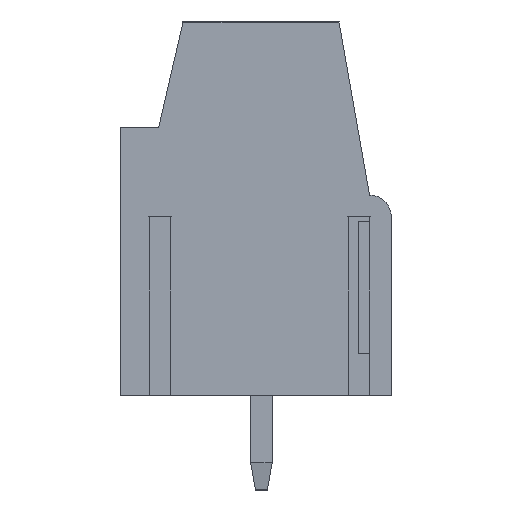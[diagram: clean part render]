
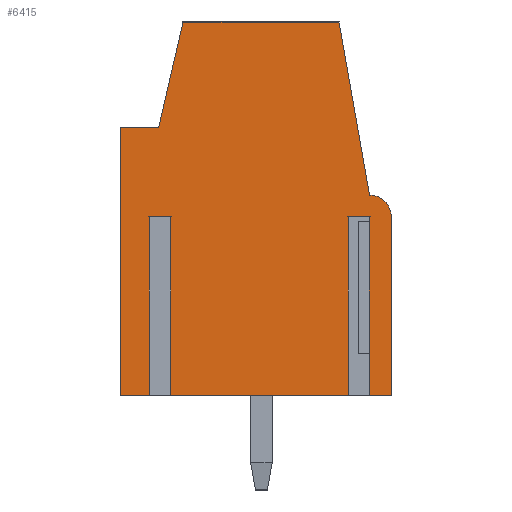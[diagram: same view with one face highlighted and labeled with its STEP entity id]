
A CAD part, left-side view. The second image highlights one B-rep face of the part: STEP entity #6415.
In plain terms, the highlighted planar face has unit normal (-1, 0, 0).
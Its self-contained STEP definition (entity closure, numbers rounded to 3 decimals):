
#6127=AXIS2_PLACEMENT_3D('Circle Axis2P3D',#6125,#6126,$) ;
#6352=AXIS2_PLACEMENT_3D('Plane Axis2P3D',#6349,#6350,#6351) ;
#5331=CARTESIAN_POINT('Vertex',(0.,0.,3.5)) ;
#5334=CARTESIAN_POINT('Line Origine',(0.,0.405,3.5)) ;
#5338=CARTESIAN_POINT('Vertex',(0.,0.81,3.5)) ;
#5359=CARTESIAN_POINT('Vertex',(0.,1.59,3.5)) ;
#5362=CARTESIAN_POINT('Line Origine',(0.,4.875,3.5)) ;
#5366=CARTESIAN_POINT('Vertex',(0.,8.16,3.5)) ;
#5387=CARTESIAN_POINT('Vertex',(0.,8.94,3.5)) ;
#5390=CARTESIAN_POINT('Line Origine',(0.,9.47,3.5)) ;
#5394=CARTESIAN_POINT('Vertex',(0.,10.,3.5)) ;
#5838=CARTESIAN_POINT('Line Origine',(0.,10.,8.45)) ;
#5842=CARTESIAN_POINT('Vertex',(0.,10.,13.4)) ;
#5989=CARTESIAN_POINT('Vertex',(0.,8.6,13.4)) ;
#5992=CARTESIAN_POINT('Line Origine',(0.,8.15,15.35)) ;
#5996=CARTESIAN_POINT('Vertex',(0.,7.7,17.3)) ;
#6027=CARTESIAN_POINT('Line Origine',(0.,4.814,17.3)) ;
#6031=CARTESIAN_POINT('Vertex',(0.,1.928,17.3)) ;
#6094=CARTESIAN_POINT('Line Origine',(0.,1.364,14.1)) ;
#6098=CARTESIAN_POINT('Vertex',(0.,0.8,10.9)) ;
#6125=CARTESIAN_POINT('Axis2P3D Location',(0.,0.8,10.1)) ;
#6129=CARTESIAN_POINT('Vertex',(0.,0.,10.1)) ;
#6156=CARTESIAN_POINT('Line Origine',(0.,0.,6.8)) ;
#6349=CARTESIAN_POINT('Axis2P3D Location',(0.,10.,0.3)) ;
#6354=CARTESIAN_POINT('Line Origine',(0.,1.59,6.8)) ;
#6358=CARTESIAN_POINT('Vertex',(0.,1.59,10.1)) ;
#6361=CARTESIAN_POINT('Line Origine',(0.,1.2,10.1)) ;
#6365=CARTESIAN_POINT('Vertex',(0.,0.81,10.1)) ;
#6368=CARTESIAN_POINT('Line Origine',(0.,0.81,6.8)) ;
#6373=CARTESIAN_POINT('Line Origine',(0.,9.3,13.4)) ;
#6378=CARTESIAN_POINT('Line Origine',(0.,8.94,6.8)) ;
#6382=CARTESIAN_POINT('Vertex',(0.,8.94,10.1)) ;
#6385=CARTESIAN_POINT('Line Origine',(0.,8.55,10.1)) ;
#6389=CARTESIAN_POINT('Vertex',(0.,8.16,10.1)) ;
#6392=CARTESIAN_POINT('Line Origine',(0.,8.16,6.8)) ;
#5335=DIRECTION('Vector Direction',(0.,-1.,0.)) ;
#5363=DIRECTION('Vector Direction',(0.,-1.,0.)) ;
#5391=DIRECTION('Vector Direction',(0.,-1.,0.)) ;
#5839=DIRECTION('Vector Direction',(0.,0.,-1.)) ;
#5993=DIRECTION('Vector Direction',(0.,0.225,-0.974)) ;
#6028=DIRECTION('Vector Direction',(0.,1.,0.)) ;
#6095=DIRECTION('Vector Direction',(0.,0.174,0.985)) ;
#6126=DIRECTION('Axis2P3D Direction',(-1.,0.,0.)) ;
#6157=DIRECTION('Vector Direction',(0.,0.,1.)) ;
#6350=DIRECTION('Axis2P3D Direction',(-1.,0.,0.)) ;
#6351=DIRECTION('Axis2P3D XDirection',(0.,1.,0.)) ;
#6355=DIRECTION('Vector Direction',(0.,0.,1.)) ;
#6362=DIRECTION('Vector Direction',(0.,1.,0.)) ;
#6369=DIRECTION('Vector Direction',(0.,0.,1.)) ;
#6374=DIRECTION('Vector Direction',(0.,1.,0.)) ;
#6379=DIRECTION('Vector Direction',(0.,0.,1.)) ;
#6386=DIRECTION('Vector Direction',(0.,1.,0.)) ;
#6393=DIRECTION('Vector Direction',(0.,0.,1.)) ;
#5336=VECTOR('Line Direction',#5335,1.) ;
#5364=VECTOR('Line Direction',#5363,1.) ;
#5392=VECTOR('Line Direction',#5391,1.) ;
#5840=VECTOR('Line Direction',#5839,1.) ;
#5994=VECTOR('Line Direction',#5993,1.) ;
#6029=VECTOR('Line Direction',#6028,1.) ;
#6096=VECTOR('Line Direction',#6095,1.) ;
#6158=VECTOR('Line Direction',#6157,1.) ;
#6356=VECTOR('Line Direction',#6355,1.) ;
#6363=VECTOR('Line Direction',#6362,1.) ;
#6370=VECTOR('Line Direction',#6369,1.) ;
#6375=VECTOR('Line Direction',#6374,1.) ;
#6380=VECTOR('Line Direction',#6379,1.) ;
#6387=VECTOR('Line Direction',#6386,1.) ;
#6394=VECTOR('Line Direction',#6393,1.) ;
#6398=ORIENTED_EDGE('',*,*,#5368,.T.) ;
#6399=ORIENTED_EDGE('',*,*,#6360,.T.) ;
#6400=ORIENTED_EDGE('',*,*,#6367,.F.) ;
#6401=ORIENTED_EDGE('',*,*,#6372,.F.) ;
#6402=ORIENTED_EDGE('',*,*,#5340,.T.) ;
#6403=ORIENTED_EDGE('',*,*,#6160,.T.) ;
#6404=ORIENTED_EDGE('',*,*,#6131,.T.) ;
#6405=ORIENTED_EDGE('',*,*,#6100,.T.) ;
#6406=ORIENTED_EDGE('',*,*,#6033,.T.) ;
#6407=ORIENTED_EDGE('',*,*,#5998,.T.) ;
#6408=ORIENTED_EDGE('',*,*,#6377,.T.) ;
#6409=ORIENTED_EDGE('',*,*,#5844,.T.) ;
#6410=ORIENTED_EDGE('',*,*,#5396,.T.) ;
#6411=ORIENTED_EDGE('',*,*,#6384,.T.) ;
#6412=ORIENTED_EDGE('',*,*,#6391,.F.) ;
#6413=ORIENTED_EDGE('',*,*,#6396,.F.) ;
#6415=ADVANCED_FACE('HOUSING',(#6414),#6353,.T.) ;
#6128=CIRCLE('generated circle',#6127,0.8) ;
#5340=EDGE_CURVE('',#5339,#5332,#5337,.T.) ;
#5368=EDGE_CURVE('',#5367,#5360,#5365,.T.) ;
#5396=EDGE_CURVE('',#5395,#5388,#5393,.T.) ;
#5844=EDGE_CURVE('',#5843,#5395,#5841,.T.) ;
#5998=EDGE_CURVE('',#5997,#5990,#5995,.T.) ;
#6033=EDGE_CURVE('',#6032,#5997,#6030,.T.) ;
#6100=EDGE_CURVE('',#6099,#6032,#6097,.T.) ;
#6131=EDGE_CURVE('',#6130,#6099,#6128,.T.) ;
#6160=EDGE_CURVE('',#5332,#6130,#6159,.T.) ;
#6360=EDGE_CURVE('',#5360,#6359,#6357,.T.) ;
#6367=EDGE_CURVE('',#6366,#6359,#6364,.T.) ;
#6372=EDGE_CURVE('',#5339,#6366,#6371,.T.) ;
#6377=EDGE_CURVE('',#5990,#5843,#6376,.T.) ;
#6384=EDGE_CURVE('',#5388,#6383,#6381,.T.) ;
#6391=EDGE_CURVE('',#6390,#6383,#6388,.T.) ;
#6396=EDGE_CURVE('',#5367,#6390,#6395,.T.) ;
#6397=EDGE_LOOP('',(#6398,#6399,#6400,#6401,#6402,#6403,#6404,#6405,#6406,#6407,#6408,#6409,#6410,#6411,#6412,#6413)) ;
#6414=FACE_OUTER_BOUND('',#6397,.T.) ;
#5337=LINE('Line',#5334,#5336) ;
#5365=LINE('Line',#5362,#5364) ;
#5393=LINE('Line',#5390,#5392) ;
#5841=LINE('Line',#5838,#5840) ;
#5995=LINE('Line',#5992,#5994) ;
#6030=LINE('Line',#6027,#6029) ;
#6097=LINE('Line',#6094,#6096) ;
#6159=LINE('Line',#6156,#6158) ;
#6357=LINE('Line',#6354,#6356) ;
#6364=LINE('Line',#6361,#6363) ;
#6371=LINE('Line',#6368,#6370) ;
#6376=LINE('Line',#6373,#6375) ;
#6381=LINE('Line',#6378,#6380) ;
#6388=LINE('Line',#6385,#6387) ;
#6395=LINE('Line',#6392,#6394) ;
#6353=PLANE('',#6352) ;
#5332=VERTEX_POINT('',#5331) ;
#5339=VERTEX_POINT('',#5338) ;
#5360=VERTEX_POINT('',#5359) ;
#5367=VERTEX_POINT('',#5366) ;
#5388=VERTEX_POINT('',#5387) ;
#5395=VERTEX_POINT('',#5394) ;
#5843=VERTEX_POINT('',#5842) ;
#5990=VERTEX_POINT('',#5989) ;
#5997=VERTEX_POINT('',#5996) ;
#6032=VERTEX_POINT('',#6031) ;
#6099=VERTEX_POINT('',#6098) ;
#6130=VERTEX_POINT('',#6129) ;
#6359=VERTEX_POINT('',#6358) ;
#6366=VERTEX_POINT('',#6365) ;
#6383=VERTEX_POINT('',#6382) ;
#6390=VERTEX_POINT('',#6389) ;
